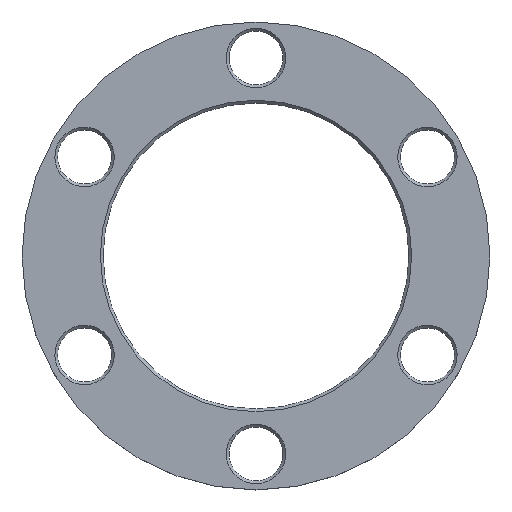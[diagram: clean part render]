
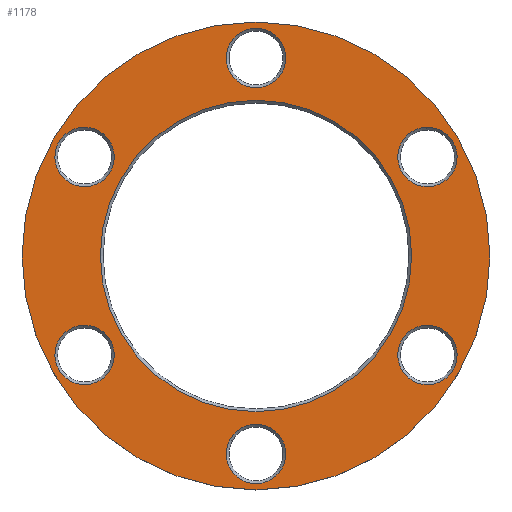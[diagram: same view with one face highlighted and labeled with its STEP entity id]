
A CAD part, top view. The second image highlights one B-rep face of the part: STEP entity #1178.
In plain terms, the highlighted planar face has unit normal (0, 0, 1).
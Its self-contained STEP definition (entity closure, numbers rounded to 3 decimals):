
#63=CARTESIAN_POINT('Vertex',(26.,0.,5.)) ;
#77=CARTESIAN_POINT('Vertex',(-26.,0.,5.)) ;
#80=CARTESIAN_POINT('Axis2P3D Location',(0.,0.,5.)) ;
#97=CARTESIAN_POINT('Axis2P3D Location',(0.,0.,5.)) ;
#120=CARTESIAN_POINT('Vertex',(-17.3,0.,5.)) ;
#123=CARTESIAN_POINT('Axis2P3D Location',(0.,0.,5.)) ;
#127=CARTESIAN_POINT('Vertex',(17.3,0.,5.)) ;
#154=CARTESIAN_POINT('Axis2P3D Location',(0.,0.,5.)) ;
#273=CARTESIAN_POINT('Vertex',(-21.871,9.283,5.)) ;
#276=CARTESIAN_POINT('Axis2P3D Location',(-19.053,11.,5.)) ;
#280=CARTESIAN_POINT('Vertex',(-16.234,12.717,5.)) ;
#307=CARTESIAN_POINT('Axis2P3D Location',(-19.053,11.,5.)) ;
#426=CARTESIAN_POINT('Vertex',(-2.896,23.582,5.)) ;
#429=CARTESIAN_POINT('Axis2P3D Location',(0.,22.,5.)) ;
#433=CARTESIAN_POINT('Vertex',(2.896,20.418,5.)) ;
#460=CARTESIAN_POINT('Axis2P3D Location',(0.,22.,5.)) ;
#682=CARTESIAN_POINT('Vertex',(18.975,14.299,5.)) ;
#685=CARTESIAN_POINT('Axis2P3D Location',(19.053,11.,5.)) ;
#689=CARTESIAN_POINT('Vertex',(19.13,7.701,5.)) ;
#709=CARTESIAN_POINT('Axis2P3D Location',(19.053,11.,5.)) ;
#732=CARTESIAN_POINT('Vertex',(21.871,-9.283,5.)) ;
#735=CARTESIAN_POINT('Axis2P3D Location',(19.053,-11.,5.)) ;
#739=CARTESIAN_POINT('Vertex',(16.234,-12.717,5.)) ;
#766=CARTESIAN_POINT('Axis2P3D Location',(19.053,-11.,5.)) ;
#988=CARTESIAN_POINT('Vertex',(-2.896,-20.418,5.)) ;
#991=CARTESIAN_POINT('Axis2P3D Location',(0.,-22.,5.)) ;
#995=CARTESIAN_POINT('Vertex',(2.896,-23.582,5.)) ;
#1015=CARTESIAN_POINT('Axis2P3D Location',(0.,-22.,5.)) ;
#1127=CARTESIAN_POINT('Axis2P3D Location',(0.,0.,5.)) ;
#1136=CARTESIAN_POINT('Axis2P3D Location',(-19.053,-11.,5.)) ;
#1140=CARTESIAN_POINT('Vertex',(-18.975,-14.299,5.)) ;
#1142=CARTESIAN_POINT('Vertex',(-19.13,-7.701,5.)) ;
#1145=CARTESIAN_POINT('Axis2P3D Location',(-19.053,-11.,5.)) ;
#81=DIRECTION('Axis2P3D Direction',(0.,0.,1.)) ;
#98=DIRECTION('Axis2P3D Direction',(0.,0.,1.)) ;
#124=DIRECTION('Axis2P3D Direction',(0.,0.,1.)) ;
#155=DIRECTION('Axis2P3D Direction',(0.,0.,1.)) ;
#277=DIRECTION('Axis2P3D Direction',(0.,0.,1.)) ;
#308=DIRECTION('Axis2P3D Direction',(0.,0.,1.)) ;
#430=DIRECTION('Axis2P3D Direction',(0.,0.,1.)) ;
#461=DIRECTION('Axis2P3D Direction',(0.,0.,1.)) ;
#686=DIRECTION('Axis2P3D Direction',(0.,0.,1.)) ;
#710=DIRECTION('Axis2P3D Direction',(0.,0.,1.)) ;
#736=DIRECTION('Axis2P3D Direction',(0.,0.,1.)) ;
#767=DIRECTION('Axis2P3D Direction',(0.,0.,1.)) ;
#992=DIRECTION('Axis2P3D Direction',(0.,0.,1.)) ;
#1016=DIRECTION('Axis2P3D Direction',(0.,0.,1.)) ;
#1128=DIRECTION('Axis2P3D Direction',(0.,0.,1.)) ;
#1129=DIRECTION('Axis2P3D XDirection',(1.,0.,0.)) ;
#1137=DIRECTION('Axis2P3D Direction',(0.,0.,1.)) ;
#1146=DIRECTION('Axis2P3D Direction',(0.,0.,1.)) ;
#82=AXIS2_PLACEMENT_3D('Circle Axis2P3D',#80,#81,$) ;
#99=AXIS2_PLACEMENT_3D('Circle Axis2P3D',#97,#98,$) ;
#125=AXIS2_PLACEMENT_3D('Circle Axis2P3D',#123,#124,$) ;
#156=AXIS2_PLACEMENT_3D('Circle Axis2P3D',#154,#155,$) ;
#278=AXIS2_PLACEMENT_3D('Circle Axis2P3D',#276,#277,$) ;
#309=AXIS2_PLACEMENT_3D('Circle Axis2P3D',#307,#308,$) ;
#431=AXIS2_PLACEMENT_3D('Circle Axis2P3D',#429,#430,$) ;
#462=AXIS2_PLACEMENT_3D('Circle Axis2P3D',#460,#461,$) ;
#687=AXIS2_PLACEMENT_3D('Circle Axis2P3D',#685,#686,$) ;
#711=AXIS2_PLACEMENT_3D('Circle Axis2P3D',#709,#710,$) ;
#737=AXIS2_PLACEMENT_3D('Circle Axis2P3D',#735,#736,$) ;
#768=AXIS2_PLACEMENT_3D('Circle Axis2P3D',#766,#767,$) ;
#993=AXIS2_PLACEMENT_3D('Circle Axis2P3D',#991,#992,$) ;
#1017=AXIS2_PLACEMENT_3D('Circle Axis2P3D',#1015,#1016,$) ;
#1130=AXIS2_PLACEMENT_3D('Plane Axis2P3D',#1127,#1128,#1129) ;
#1138=AXIS2_PLACEMENT_3D('Circle Axis2P3D',#1136,#1137,$) ;
#1147=AXIS2_PLACEMENT_3D('Circle Axis2P3D',#1145,#1146,$) ;
#1133=ORIENTED_EDGE('',*,*,#84,.T.) ;
#1134=ORIENTED_EDGE('',*,*,#101,.T.) ;
#1151=ORIENTED_EDGE('',*,*,#1144,.F.) ;
#1152=ORIENTED_EDGE('',*,*,#1149,.F.) ;
#1155=ORIENTED_EDGE('',*,*,#1019,.F.) ;
#1156=ORIENTED_EDGE('',*,*,#997,.F.) ;
#1159=ORIENTED_EDGE('',*,*,#770,.F.) ;
#1160=ORIENTED_EDGE('',*,*,#741,.F.) ;
#1163=ORIENTED_EDGE('',*,*,#713,.F.) ;
#1164=ORIENTED_EDGE('',*,*,#691,.F.) ;
#1167=ORIENTED_EDGE('',*,*,#464,.F.) ;
#1168=ORIENTED_EDGE('',*,*,#435,.F.) ;
#1171=ORIENTED_EDGE('',*,*,#311,.F.) ;
#1172=ORIENTED_EDGE('',*,*,#282,.F.) ;
#1175=ORIENTED_EDGE('',*,*,#158,.F.) ;
#1176=ORIENTED_EDGE('',*,*,#129,.F.) ;
#1153=FACE_BOUND('',#1150,.T.) ;
#1157=FACE_BOUND('',#1154,.T.) ;
#1161=FACE_BOUND('',#1158,.T.) ;
#1165=FACE_BOUND('',#1162,.T.) ;
#1169=FACE_BOUND('',#1166,.T.) ;
#1173=FACE_BOUND('',#1170,.T.) ;
#1177=FACE_BOUND('',#1174,.T.) ;
#1178=ADVANCED_FACE('Corps principal',(#1135,#1153,#1157,#1161,#1165,#1169,#1173,#1177),#1131,.T.) ;
#83=CIRCLE('generated circle',#82,26.) ;
#100=CIRCLE('generated circle',#99,26.) ;
#126=CIRCLE('generated circle',#125,17.3) ;
#157=CIRCLE('generated circle',#156,17.3) ;
#279=CIRCLE('generated circle',#278,3.3) ;
#310=CIRCLE('generated circle',#309,3.3) ;
#432=CIRCLE('generated circle',#431,3.3) ;
#463=CIRCLE('generated circle',#462,3.3) ;
#688=CIRCLE('generated circle',#687,3.3) ;
#712=CIRCLE('generated circle',#711,3.3) ;
#738=CIRCLE('generated circle',#737,3.3) ;
#769=CIRCLE('generated circle',#768,3.3) ;
#994=CIRCLE('generated circle',#993,3.3) ;
#1018=CIRCLE('generated circle',#1017,3.3) ;
#1139=CIRCLE('generated circle',#1138,3.3) ;
#1148=CIRCLE('generated circle',#1147,3.3) ;
#84=EDGE_CURVE('',#64,#78,#83,.T.) ;
#101=EDGE_CURVE('',#78,#64,#100,.T.) ;
#129=EDGE_CURVE('',#121,#128,#126,.T.) ;
#158=EDGE_CURVE('',#128,#121,#157,.T.) ;
#282=EDGE_CURVE('',#274,#281,#279,.T.) ;
#311=EDGE_CURVE('',#281,#274,#310,.T.) ;
#435=EDGE_CURVE('',#427,#434,#432,.T.) ;
#464=EDGE_CURVE('',#434,#427,#463,.T.) ;
#691=EDGE_CURVE('',#683,#690,#688,.T.) ;
#713=EDGE_CURVE('',#690,#683,#712,.T.) ;
#741=EDGE_CURVE('',#733,#740,#738,.T.) ;
#770=EDGE_CURVE('',#740,#733,#769,.T.) ;
#997=EDGE_CURVE('',#989,#996,#994,.T.) ;
#1019=EDGE_CURVE('',#996,#989,#1018,.T.) ;
#1144=EDGE_CURVE('',#1141,#1143,#1139,.T.) ;
#1149=EDGE_CURVE('',#1143,#1141,#1148,.T.) ;
#1132=EDGE_LOOP('',(#1133,#1134)) ;
#1150=EDGE_LOOP('',(#1151,#1152)) ;
#1154=EDGE_LOOP('',(#1155,#1156)) ;
#1158=EDGE_LOOP('',(#1159,#1160)) ;
#1162=EDGE_LOOP('',(#1163,#1164)) ;
#1166=EDGE_LOOP('',(#1167,#1168)) ;
#1170=EDGE_LOOP('',(#1171,#1172)) ;
#1174=EDGE_LOOP('',(#1175,#1176)) ;
#1135=FACE_OUTER_BOUND('',#1132,.T.) ;
#1131=PLANE('Plane',#1130) ;
#64=VERTEX_POINT('',#63) ;
#78=VERTEX_POINT('',#77) ;
#121=VERTEX_POINT('',#120) ;
#128=VERTEX_POINT('',#127) ;
#274=VERTEX_POINT('',#273) ;
#281=VERTEX_POINT('',#280) ;
#427=VERTEX_POINT('',#426) ;
#434=VERTEX_POINT('',#433) ;
#683=VERTEX_POINT('',#682) ;
#690=VERTEX_POINT('',#689) ;
#733=VERTEX_POINT('',#732) ;
#740=VERTEX_POINT('',#739) ;
#989=VERTEX_POINT('',#988) ;
#996=VERTEX_POINT('',#995) ;
#1141=VERTEX_POINT('',#1140) ;
#1143=VERTEX_POINT('',#1142) ;
